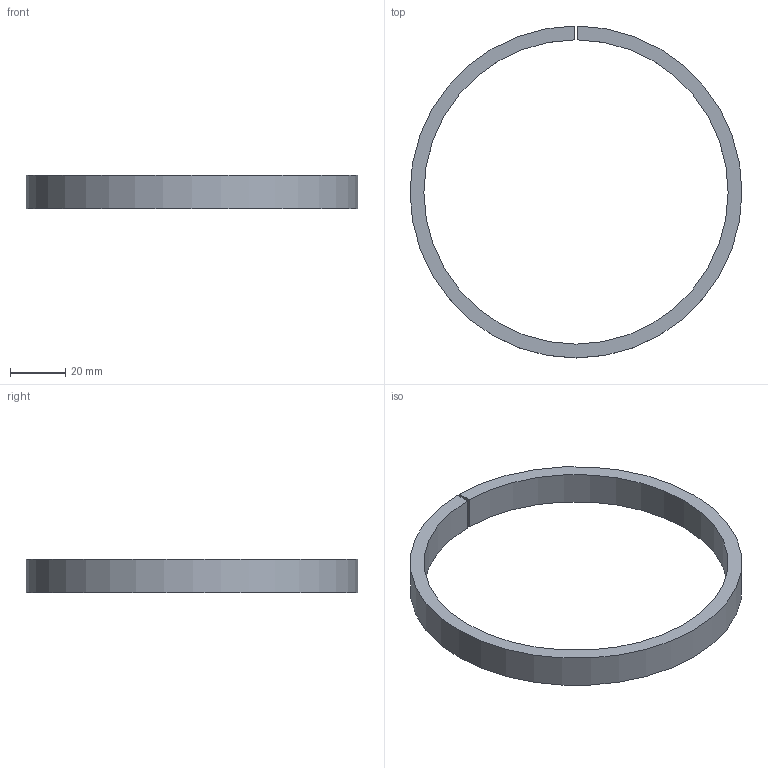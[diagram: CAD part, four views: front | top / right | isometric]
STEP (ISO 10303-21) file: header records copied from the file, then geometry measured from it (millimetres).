
FILE_DESCRIPTION (( 'STEP AP203' ), '1' );
FILE_NAME ('5636-120.step', '2022-06-23T07:35:24', ( '' ), ( '' ), 'SwSTEP 2.0', 'SolidWorks 2018', '' );
FILE_SCHEMA (( 'CONFIG_CONTROL_DESIGN' ));
Length unit declared in the file: millimetre
Products named in the file (1): 5636-120
Bounding box: 120 x 120 x 12 mm (x, y, z)
Volume: 21616.8 mm3; surface area: 12374.9 mm2
Topology: 1 solids, 1 shells, 216 faces, 576 edges, 384 vertices
Faces by surface type: plane 111, bspline 103, cylinder 2
Entity records: 12195 total; most frequent: CARTESIAN_POINT 7432, ORIENTED_EDGE 1152, DIRECTION 602, EDGE_CURVE 576, VERTEX_POINT 384, LINE 366, VECTOR 366, EDGE_LOOP 238
